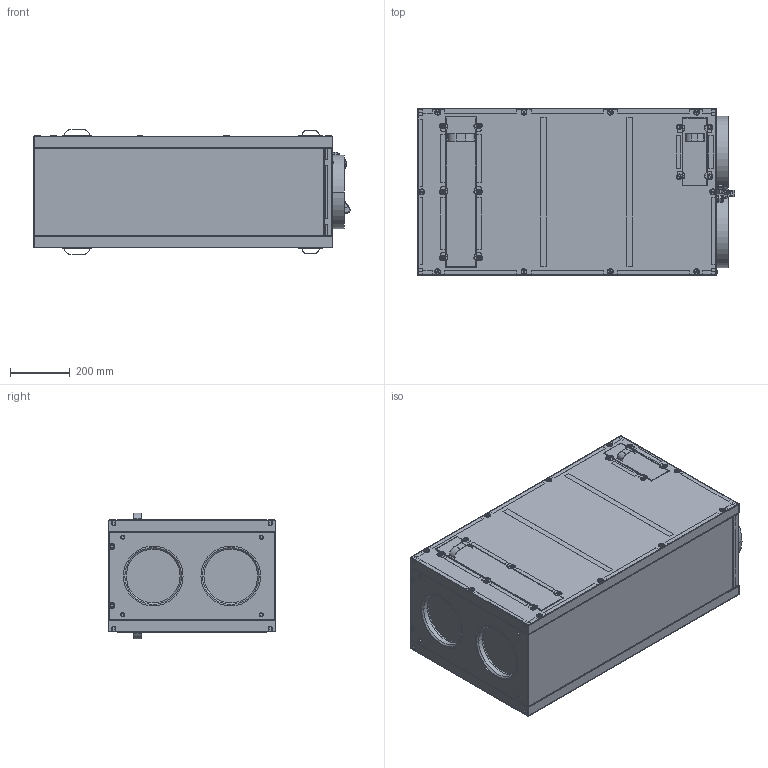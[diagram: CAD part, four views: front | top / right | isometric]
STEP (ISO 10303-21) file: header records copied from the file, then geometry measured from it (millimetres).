
FILE_DESCRIPTION(('CATIA V5 STEP Exchange'),'2;1');
FILE_NAME('HomeVent comfort ER 200.stp','2021-02-24T08:44:02+00:00',('N.N.'),('Hovalwerke AG FL-9490 Vaduz'),'CATIA Version 5-6 Release 2016 SP3 HF4','CATIA V5 STEP AP203','none');
FILE_SCHEMA(('CONFIG_CONTROL_DESIGN'));
Products named in the file (1): 6052355_HomeVent comfort ER 200_13248763_C83_000_01_AllCATPart
Bounding box: 1062.79 x 560 x 421.5 mm (x, y, z)
Volume: 207780307.9 mm3; surface area: 4532492 mm2
Topology: 2 solids, 42 shells, 3975 faces, 10271 edges, 6321 vertices
Faces by surface type: plane 2072, cylinder 1071, cone 254, bspline 224, sphere 188, torus 158, revolution 8
Entity records: 126104 total; most frequent: CARTESIAN_POINT 39345, ORIENTED_EDGE 20152, DIRECTION 13582, EDGE_CURVE 10076, VERTEX_POINT 6317, AXIS2_PLACEMENT_3D 5574, VECTOR 5320, LINE 5320
